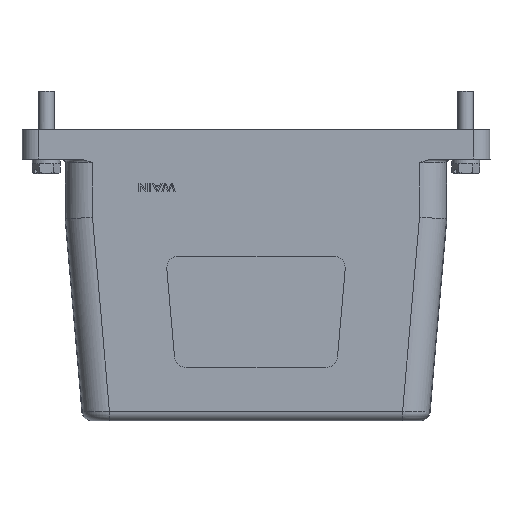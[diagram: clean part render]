
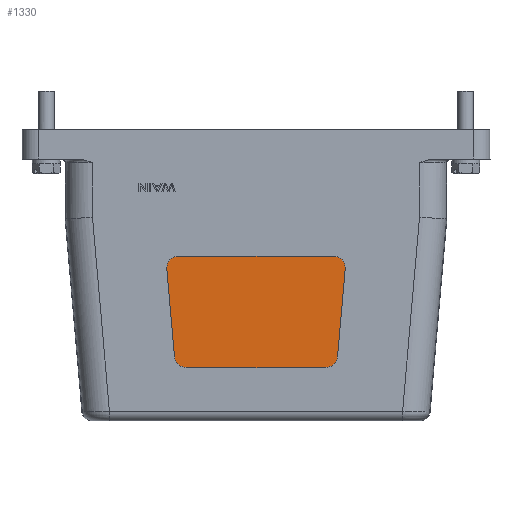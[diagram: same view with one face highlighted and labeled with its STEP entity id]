
A CAD part, front view. The second image highlights one B-rep face of the part: STEP entity #1330.
In plain terms, the highlighted planar face has unit normal (0, -1, 0).
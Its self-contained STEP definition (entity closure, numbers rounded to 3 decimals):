
#1330=ADVANCED_FACE('',(#1944),#1638,.T.);
#1638=PLANE('',#7788);
#1944=FACE_OUTER_BOUND('',#2356,.T.);
#2356=EDGE_LOOP('',(#3912,#3913,#3914,#3915,#3916,#3917,#3918,#3919));
#2717=CIRCLE('',#7783,5.);
#2718=CIRCLE('',#7785,5.);
#2719=CIRCLE('',#7786,5.);
#2720=CIRCLE('',#7787,5.);
#3912=ORIENTED_EDGE('',*,*,#6167,.F.);
#3913=ORIENTED_EDGE('',*,*,#6168,.F.);
#3914=ORIENTED_EDGE('',*,*,#6169,.F.);
#3915=ORIENTED_EDGE('',*,*,#6170,.F.);
#3916=ORIENTED_EDGE('',*,*,#6160,.F.);
#3917=ORIENTED_EDGE('',*,*,#6166,.F.);
#3918=ORIENTED_EDGE('',*,*,#6171,.F.);
#3919=ORIENTED_EDGE('',*,*,#6172,.F.);
#5307=VERTEX_POINT('',#12104);
#5308=VERTEX_POINT('',#12105);
#5312=VERTEX_POINT('',#12115);
#5313=VERTEX_POINT('',#12119);
#5314=VERTEX_POINT('',#12120);
#5315=VERTEX_POINT('',#12122);
#5316=VERTEX_POINT('',#12124);
#5317=VERTEX_POINT('',#12127);
#6160=EDGE_CURVE('',#5307,#5308,#6793,.T.);
#6166=EDGE_CURVE('',#5312,#5307,#2717,.T.);
#6167=EDGE_CURVE('',#5313,#5314,#6798,.T.);
#6168=EDGE_CURVE('',#5315,#5313,#2718,.T.);
#6169=EDGE_CURVE('',#5316,#5315,#6799,.T.);
#6170=EDGE_CURVE('',#5308,#5316,#2719,.T.);
#6171=EDGE_CURVE('',#5317,#5312,#6800,.T.);
#6172=EDGE_CURVE('',#5314,#5317,#2720,.T.);
#6793=LINE('',#12103,#7229);
#6798=LINE('',#12118,#7234);
#6799=LINE('',#12123,#7235);
#6800=LINE('',#12126,#7236);
#7229=VECTOR('',#9049,1.);
#7234=VECTOR('',#9062,1.);
#7235=VECTOR('',#9065,1.);
#7236=VECTOR('',#9068,1.);
#7783=AXIS2_PLACEMENT_3D('',#12116,#9058,#9059);
#7785=AXIS2_PLACEMENT_3D('',#12121,#9063,#9064);
#7786=AXIS2_PLACEMENT_3D('',#12125,#9066,#9067);
#7787=AXIS2_PLACEMENT_3D('',#12128,#9069,#9070);
#7788=AXIS2_PLACEMENT_3D('',#12129,#9071,#9072);
#9049=DIRECTION('',(-0.087,0.,0.996));
#9058=DIRECTION('',(0.,1.,0.));
#9059=DIRECTION('',(0.,0.,-1.));
#9062=DIRECTION('',(-0.087,0.,-0.996));
#9063=DIRECTION('',(0.,1.,0.));
#9064=DIRECTION('',(0.,0.,1.));
#9065=DIRECTION('',(1.,0.,0.));
#9066=DIRECTION('',(0.,1.,0.));
#9067=DIRECTION('',(-0.996,0.,-0.087));
#9068=DIRECTION('',(-1.,0.,0.));
#9069=DIRECTION('',(0.,1.,0.));
#9070=DIRECTION('',(0.996,0.,-0.087));
#9071=DIRECTION('',(0.,-1.,0.));
#9072=DIRECTION('',(-1.,0.,0.));
#12103=CARTESIAN_POINT('',(-33.625,-27.,-81.436));
#12104=CARTESIAN_POINT('',(-33.625,-27.,-81.436));
#12105=CARTESIAN_POINT('',(-36.774,-27.,-45.436));
#12115=CARTESIAN_POINT('',(-28.644,-27.,-86.));
#12116=CARTESIAN_POINT('',(-28.644,-27.,-81.));
#12118=CARTESIAN_POINT('',(36.774,-27.,-45.436));
#12119=CARTESIAN_POINT('',(36.774,-27.,-45.436));
#12120=CARTESIAN_POINT('',(33.625,-27.,-81.436));
#12121=CARTESIAN_POINT('',(31.793,-27.,-45.));
#12122=CARTESIAN_POINT('',(31.793,-27.,-40.));
#12123=CARTESIAN_POINT('',(-31.793,-27.,-40.));
#12124=CARTESIAN_POINT('',(-31.793,-27.,-40.));
#12125=CARTESIAN_POINT('',(-31.793,-27.,-45.));
#12126=CARTESIAN_POINT('',(28.644,-27.,-86.));
#12127=CARTESIAN_POINT('',(28.644,-27.,-86.));
#12128=CARTESIAN_POINT('',(28.644,-27.,-81.));
#12129=CARTESIAN_POINT('',(0.,-27.,0.));
